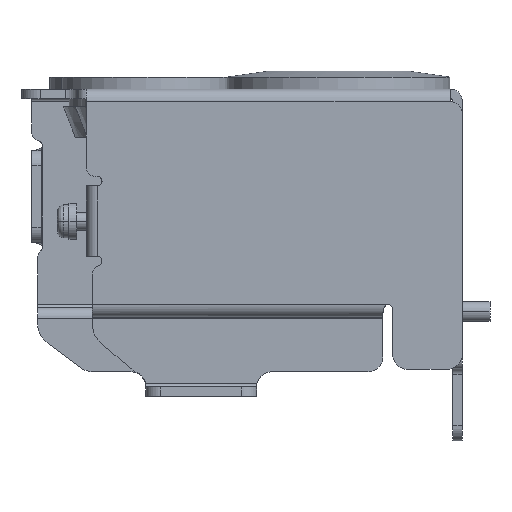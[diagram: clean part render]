
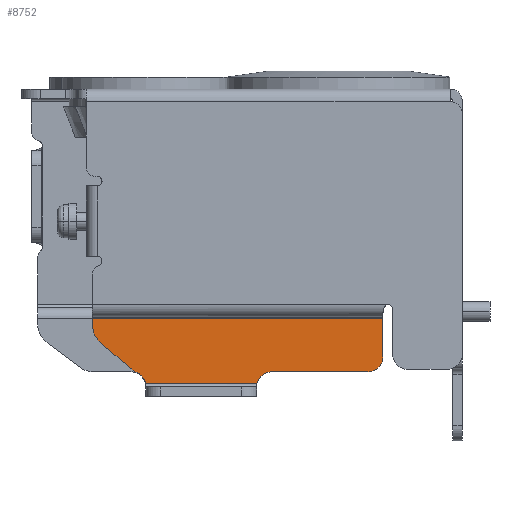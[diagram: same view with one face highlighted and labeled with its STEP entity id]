
A CAD part, left-side view. The second image highlights one B-rep face of the part: STEP entity #8752.
In plain terms, the highlighted planar face has unit normal (-1, 0, 0).
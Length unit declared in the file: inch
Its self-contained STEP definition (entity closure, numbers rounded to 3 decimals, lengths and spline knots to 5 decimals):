
#228 = CARTESIAN_POINT ( 'NONE',  ( -1.36614, -0.35039, 2.85827 ) ) ;
#304 = EDGE_CURVE ( 'NONE', #10057, #2078, #6380, .T. ) ;
#586 = DIRECTION ( 'NONE',  ( 1., 0., 0. ) ) ;
#745 = VECTOR ( 'NONE', #5687, 39.37008 ) ;
#1185 = AXIS2_PLACEMENT_3D ( 'NONE', #9455, #5912, #5111 ) ;
#1419 = DIRECTION ( 'NONE',  ( -1., 0., 0. ) ) ;
#1438 = DIRECTION ( 'NONE',  ( 0., -0.651, 0.759 ) ) ;
#1467 = LINE ( 'NONE', #2337, #10377 ) ;
#1502 = CARTESIAN_POINT ( 'NONE',  ( -1.36614, 0., 2.95669 ) ) ;
#1576 = ORIENTED_EDGE ( 'NONE', *, *, #6205, .T. ) ;
#2078 = VERTEX_POINT ( 'NONE', #10379 ) ;
#2103 = DIRECTION ( 'NONE',  ( 0., -1., 0. ) ) ;
#2281 = CARTESIAN_POINT ( 'NONE',  ( -1.36614, 0.07874, 4.41089 ) ) ;
#2295 = VECTOR ( 'NONE', #6888, 39.37008 ) ;
#2328 = CARTESIAN_POINT ( 'NONE',  ( -1.36614, 0.09843, 3.58661 ) ) ;
#2337 = CARTESIAN_POINT ( 'NONE',  ( -1.36614, 0.07874, 2.85827 ) ) ;
#2527 = LINE ( 'NONE', #9273, #745 ) ;
#2601 = DIRECTION ( 'NONE',  ( 1., 0., 0. ) ) ;
#3017 = AXIS2_PLACEMENT_3D ( 'NONE', #8194, #8271, #7391 ) ;
#3112 = CIRCLE ( 'NONE', #3017, 0.15748 ) ;
#3386 = VERTEX_POINT ( 'NONE', #5016 ) ;
#3498 = DIRECTION ( 'NONE',  ( 0., 0., 1. ) ) ;
#3808 = AXIS2_PLACEMENT_3D ( 'NONE', #6162, #2601, #3498 ) ;
#4005 = EDGE_CURVE ( 'NONE', #4877, #10787, #2527, .T. ) ;
#4010 = ORIENTED_EDGE ( 'NONE', *, *, #9085, .F. ) ;
#4040 = CARTESIAN_POINT ( 'NONE',  ( -1.36614, -0.09843, 2.85827 ) ) ;
#4139 = DIRECTION ( 'NONE',  ( 0., 0., 1. ) ) ;
#4264 = ORIENTED_EDGE ( 'NONE', *, *, #4005, .F. ) ;
#4504 = ORIENTED_EDGE ( 'NONE', *, *, #10154, .F. ) ;
#4540 = VERTEX_POINT ( 'NONE', #9879 ) ;
#4679 = VECTOR ( 'NONE', #5567, 39.37008 ) ;
#4864 = DIRECTION ( 'NONE',  ( 0., -1., 0. ) ) ;
#4877 = VERTEX_POINT ( 'NONE', #1502 ) ;
#4990 = DIRECTION ( 'NONE',  ( -1., 0., 0. ) ) ;
#5016 = CARTESIAN_POINT ( 'NONE',  ( -1.36614, -0.18908, 4.70485 ) ) ;
#5111 = DIRECTION ( 'NONE',  ( 0., 0., -1. ) ) ;
#5295 = VERTEX_POINT ( 'NONE', #228 ) ;
#5567 = DIRECTION ( 'NONE',  ( 0., 0., 1. ) ) ;
#5687 = DIRECTION ( 'NONE',  ( 0., 0., 1. ) ) ;
#5846 = EDGE_CURVE ( 'NONE', #8908, #4877, #11240, .T. ) ;
#5858 = EDGE_CURVE ( 'NONE', #4540, #3386, #8278, .T. ) ;
#5912 = DIRECTION ( 'NONE',  ( 1., 0., 0. ) ) ;
#5940 = AXIS2_PLACEMENT_3D ( 'NONE', #9398, #1419, #4864 ) ;
#6162 = CARTESIAN_POINT ( 'NONE',  ( -1.36614, -0.138, 4.40327 ) ) ;
#6205 = EDGE_CURVE ( 'NONE', #5295, #2078, #9991, .T. ) ;
#6380 = LINE ( 'NONE', #8392, #10871 ) ;
#6613 = VERTEX_POINT ( 'NONE', #9136 ) ;
#6657 = ORIENTED_EDGE ( 'NONE', *, *, #7211, .F. ) ;
#6686 = CARTESIAN_POINT ( 'NONE',  ( -1.36614, -0.09843, 2.95669 ) ) ;
#6808 = DIRECTION ( 'NONE',  ( 0., 0., 1. ) ) ;
#6866 = VERTEX_POINT ( 'NONE', #10709 ) ;
#6888 = DIRECTION ( 'NONE',  ( 0., 1., 0. ) ) ;
#7092 = CIRCLE ( 'NONE', #3808, 0.15748 ) ;
#7195 = CIRCLE ( 'NONE', #5940, 0.09843 ) ;
#7211 = EDGE_CURVE ( 'NONE', #6613, #11080, #1467, .T. ) ;
#7279 = EDGE_CURVE ( 'NONE', #5295, #8908, #10509, .T. ) ;
#7391 = DIRECTION ( 'NONE',  ( 0., 0., 1. ) ) ;
#7594 = ORIENTED_EDGE ( 'NONE', *, *, #8149, .F. ) ;
#7810 = CARTESIAN_POINT ( 'NONE',  ( -1.36614, -0.38976, 2.85827 ) ) ;
#8009 = AXIS2_PLACEMENT_3D ( 'NONE', #2328, #4990, #4139 ) ;
#8041 = CARTESIAN_POINT ( 'NONE',  ( -1.36614, -0.35039, 4.79921 ) ) ;
#8149 = EDGE_CURVE ( 'NONE', #3386, #10057, #3112, .T. ) ;
#8194 = CARTESIAN_POINT ( 'NONE',  ( -1.36614, -0.30865, 4.60236 ) ) ;
#8271 = DIRECTION ( 'NONE',  ( 1., 0., 0. ) ) ;
#8278 = LINE ( 'NONE', #9335, #9265 ) ;
#8302 = EDGE_LOOP ( 'NONE', ( #4504, #6657, #8398, #4264, #10904, #9628, #1576, #10943, #7594, #10015, #4010 ) ) ;
#8362 = FACE_OUTER_BOUND ( 'NONE', #8302, .T. ) ;
#8392 = CARTESIAN_POINT ( 'NONE',  ( -1.36614, -0.42126, 4.75984 ) ) ;
#8398 = ORIENTED_EDGE ( 'NONE', *, *, #8816, .F. ) ;
#8752 = ADVANCED_FACE ( 'NONE', ( #8362 ), #11193, .F. ) ;
#8816 = EDGE_CURVE ( 'NONE', #10787, #6613, #10777, .T. ) ;
#8908 = VERTEX_POINT ( 'NONE', #4040 ) ;
#9085 = EDGE_CURVE ( 'NONE', #6866, #4540, #7092, .T. ) ;
#9136 = CARTESIAN_POINT ( 'NONE',  ( -1.36614, 0.07874, 3.68305 ) ) ;
#9265 = VECTOR ( 'NONE', #1438, 39.37008 ) ;
#9273 = CARTESIAN_POINT ( 'NONE',  ( -1.36614, 0., 2.85827 ) ) ;
#9335 = CARTESIAN_POINT ( 'NONE',  ( -1.36614, -0.01843, 4.50576 ) ) ;
#9398 = CARTESIAN_POINT ( 'NONE',  ( -1.36614, 0.09555, 4.50787 ) ) ;
#9455 = CARTESIAN_POINT ( 'NONE',  ( -1.36614, -0.42126, 2.85827 ) ) ;
#9628 = ORIENTED_EDGE ( 'NONE', *, *, #7279, .F. ) ;
#9693 = CARTESIAN_POINT ( 'NONE',  ( -1.36614, 0., 3.58661 ) ) ;
#9758 = AXIS2_PLACEMENT_3D ( 'NONE', #6686, #586, #10301 ) ;
#9879 = CARTESIAN_POINT ( 'NONE',  ( -1.36614, -0.01843, 4.50576 ) ) ;
#9991 = LINE ( 'NONE', #8041, #4679 ) ;
#10015 = ORIENTED_EDGE ( 'NONE', *, *, #5858, .F. ) ;
#10057 = VERTEX_POINT ( 'NONE', #11025 ) ;
#10154 = EDGE_CURVE ( 'NONE', #11080, #6866, #7195, .T. ) ;
#10301 = DIRECTION ( 'NONE',  ( 0., 0., -1. ) ) ;
#10377 = VECTOR ( 'NONE', #6808, 39.37008 ) ;
#10379 = CARTESIAN_POINT ( 'NONE',  ( -1.36614, -0.35039, 4.75984 ) ) ;
#10509 = LINE ( 'NONE', #7810, #2295 ) ;
#10709 = CARTESIAN_POINT ( 'NONE',  ( -1.36614, 0.00572, 4.46764 ) ) ;
#10777 = CIRCLE ( 'NONE', #8009, 0.09843 ) ;
#10787 = VERTEX_POINT ( 'NONE', #9693 ) ;
#10871 = VECTOR ( 'NONE', #2103, 39.37008 ) ;
#10904 = ORIENTED_EDGE ( 'NONE', *, *, #5846, .F. ) ;
#10943 = ORIENTED_EDGE ( 'NONE', *, *, #304, .F. ) ;
#11025 = CARTESIAN_POINT ( 'NONE',  ( -1.36614, -0.30865, 4.75984 ) ) ;
#11080 = VERTEX_POINT ( 'NONE', #2281 ) ;
#11193 = PLANE ( 'NONE',  #1185 ) ;
#11240 = CIRCLE ( 'NONE', #9758, 0.09843 ) ;
